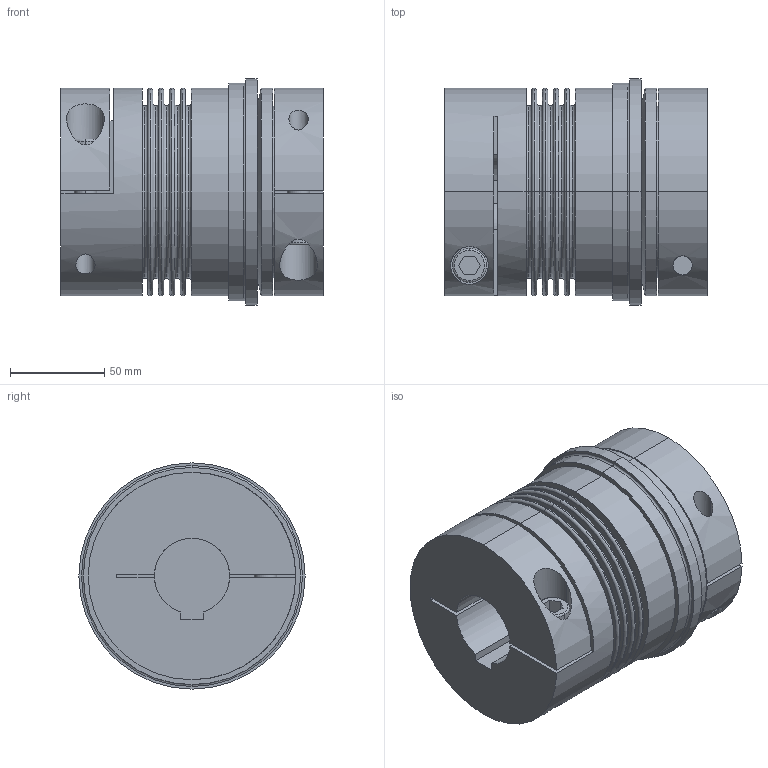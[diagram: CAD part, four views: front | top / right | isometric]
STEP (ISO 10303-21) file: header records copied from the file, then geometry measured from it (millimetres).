
FILE_DESCRIPTION(('STEP AP214'),'1');
FILE_NAME('cctmp_03EC4C6F-FC86-47A8-BC77-0D693421AA44_2023_06_09_07_59_19_0969..stp','2023-06-09T05:59:20',('R+W Antriebselemente GmbH'),('CADClick - www.CADClick.com'),'Spatial InterOp 3D',' ','unknown authorization');
FILE_SCHEMA(('AUTOMOTIVE_DESIGN'));
Length unit declared in the file: millimetre
Products named in the file (1): SK2/300/139/W/40-PFN/40/260/200-320
Bounding box: 139 x 120 x 120 mm (x, y, z)
Volume: 1157565.9 mm3; surface area: 137760.2 mm2
Topology: 1 solids, 1 shells, 140 faces, 318 edges, 204 vertices
Faces by surface type: plane 54, torus 42, cylinder 42, cone 2
Entity records: 5387 total; most frequent: CARTESIAN_POINT 923, DIRECTION 777, ORIENTED_EDGE 636, AXIS2_PLACEMENT_3D 330, EDGE_CURVE 318, VERTEX_POINT 204, CIRCLE 189, EDGE_LOOP 168
